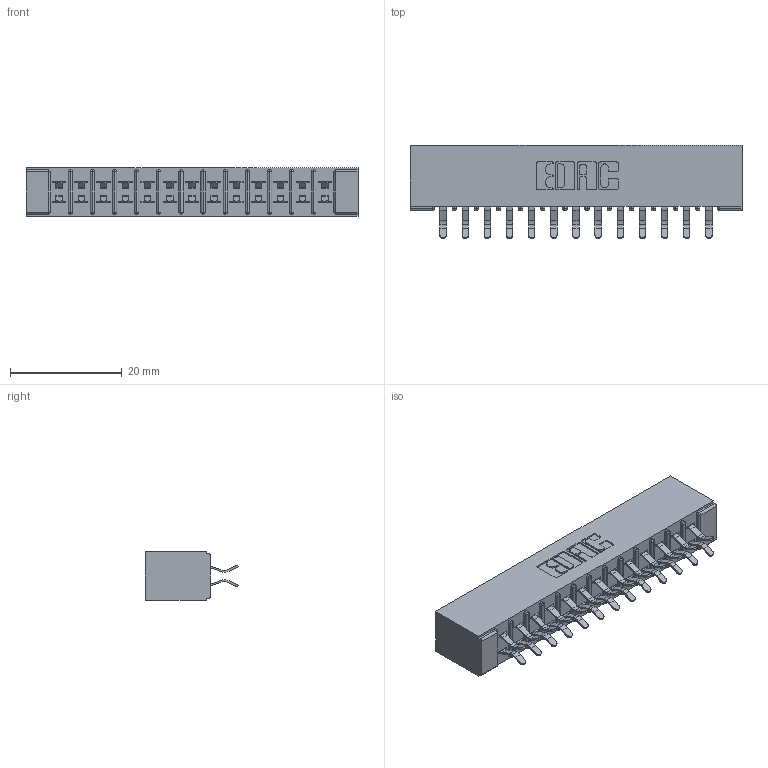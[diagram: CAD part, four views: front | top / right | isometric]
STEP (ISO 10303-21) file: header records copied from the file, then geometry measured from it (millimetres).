
FILE_DESCRIPTION (( 'STEP AP203' ), '1' );
FILE_NAME ('305-026-556-501.STEP', '2019-09-09T15:25:34', ( '' ), ( '' ), 'SwSTEP 2.0', 'SolidWorks 2016', '' );
FILE_SCHEMA (( 'CONFIG_CONTROL_DESIGN' ));
Length unit declared in the file: inch
Products named in the file (3): 305-026-556-501; 305 Part_No Mounting; 305-290-001_556
Assembly tree (27 placements, depth 2):
  305-026-556-501
    305 Part_No Mounting
    305-290-001_556  x26
Bounding box: 59.39 x 16.64 x 8.71 mm (x, y, z)
Volume: 3738.7 mm3; surface area: 7525 mm2
Topology: 27 solids, 27 shells, 1564 faces, 4491 edges, 2922 vertices
Faces by surface type: plane 870, cylinder 642, sphere 52
Entity records: 17550 total; most frequent: CARTESIAN_POINT 2905, ORIENTED_EDGE 2878, DIRECTION 2835, EDGE_CURVE 1439, LINE 1131, VECTOR 1131, VERTEX_POINT 922, AXIS2_PLACEMENT_3D 852
